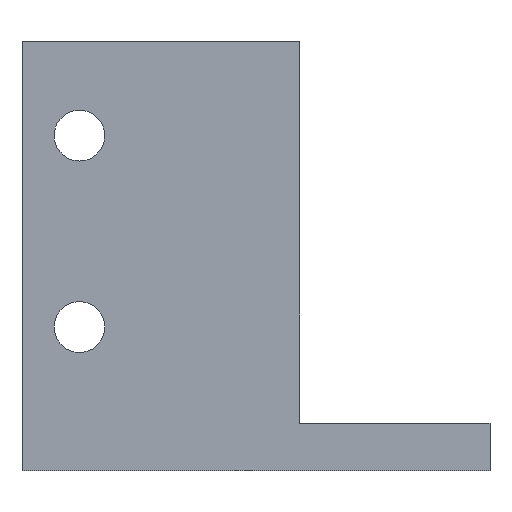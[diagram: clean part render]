
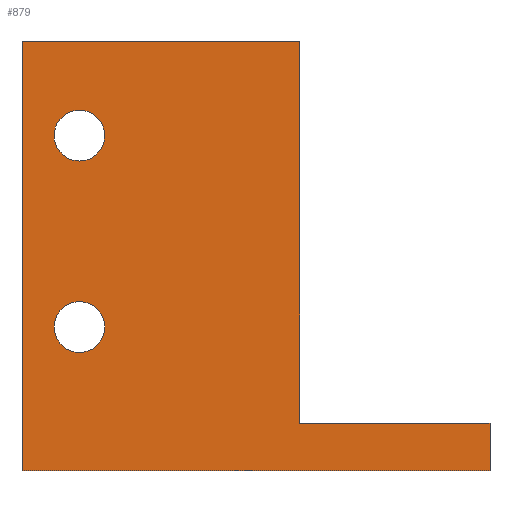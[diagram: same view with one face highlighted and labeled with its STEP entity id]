
A CAD part, left-side view. The second image highlights one B-rep face of the part: STEP entity #879.
In plain terms, the highlighted planar face has unit normal (-1, 0, 0).
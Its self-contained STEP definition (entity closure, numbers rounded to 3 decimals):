
#50=FACE_BOUND('',#191,.T.);
#51=FACE_BOUND('',#192,.T.);
#93=CIRCLE('',#978,2.65);
#95=CIRCLE('',#981,2.65);
#132=FACE_OUTER_BOUND('',#190,.T.);
#190=EDGE_LOOP('',(#755,#756,#757,#758,#759,#760));
#191=EDGE_LOOP('',(#761));
#192=EDGE_LOOP('',(#762));
#213=LINE('',#1275,#291);
#219=LINE('',#1288,#297);
#245=LINE('',#1384,#323);
#250=LINE('',#1394,#328);
#271=LINE('',#1469,#349);
#279=LINE('',#1493,#357);
#291=VECTOR('',#1007,10.);
#297=VECTOR('',#1017,1000.);
#323=VECTOR('',#1107,10.);
#328=VECTOR('',#1116,10.);
#349=VECTOR('',#1199,1000.);
#357=VECTOR('',#1227,1000.);
#367=VERTEX_POINT('',#1269);
#369=VERTEX_POINT('',#1273);
#374=VERTEX_POINT('',#1287);
#411=VERTEX_POINT('',#1381);
#412=VERTEX_POINT('',#1383);
#438=VERTEX_POINT('',#1468);
#441=VERTEX_POINT('',#1479);
#443=VERTEX_POINT('',#1485);
#451=EDGE_CURVE('',#367,#369,#213,.T.);
#457=EDGE_CURVE('',#374,#367,#219,.T.);
#504=EDGE_CURVE('',#412,#411,#245,.T.);
#510=EDGE_CURVE('',#411,#374,#250,.T.);
#548=EDGE_CURVE('',#412,#438,#271,.T.);
#554=EDGE_CURVE('',#441,#441,#93,.T.);
#557=EDGE_CURVE('',#443,#443,#95,.T.);
#561=EDGE_CURVE('',#369,#438,#279,.T.);
#755=ORIENTED_EDGE('',*,*,#451,.T.);
#756=ORIENTED_EDGE('',*,*,#561,.T.);
#757=ORIENTED_EDGE('',*,*,#548,.F.);
#758=ORIENTED_EDGE('',*,*,#504,.T.);
#759=ORIENTED_EDGE('',*,*,#510,.T.);
#760=ORIENTED_EDGE('',*,*,#457,.T.);
#761=ORIENTED_EDGE('',*,*,#557,.T.);
#762=ORIENTED_EDGE('',*,*,#554,.T.);
#836=PLANE('',#984);
#879=ADVANCED_FACE('',(#132,#50,#51),#836,.F.);
#978=AXIS2_PLACEMENT_3D('',#1480,#1210,#1211);
#981=AXIS2_PLACEMENT_3D('',#1486,#1217,#1218);
#984=AXIS2_PLACEMENT_3D('',#1492,#1225,#1226);
#1007=DIRECTION('',(0.,0.,1.));
#1017=DIRECTION('',(0.,-1.,0.));
#1107=DIRECTION('',(0.,1.,0.));
#1116=DIRECTION('',(0.,0.,-1.));
#1199=DIRECTION('',(0.,0.,-1.));
#1210=DIRECTION('center_axis',(1.,0.,0.));
#1211=DIRECTION('ref_axis',(0.,1.,0.));
#1217=DIRECTION('center_axis',(1.,0.,0.));
#1218=DIRECTION('ref_axis',(0.,1.,0.));
#1225=DIRECTION('center_axis',(1.,0.,0.));
#1226=DIRECTION('ref_axis',(0.,1.,0.));
#1227=DIRECTION('',(0.,1.,0.));
#1269=CARTESIAN_POINT('',(-20.,-34.9,0.));
#1273=CARTESIAN_POINT('',(-20.,-34.9,4.95));
#1275=CARTESIAN_POINT('',(-20.,-34.9,24.975));
#1287=CARTESIAN_POINT('',(-20.,14.,0.));
#1288=CARTESIAN_POINT('',(-20.,0.,0.));
#1381=CARTESIAN_POINT('',(-20.,14.,44.85));
#1383=CARTESIAN_POINT('',(-20.,-15.,44.85));
#1384=CARTESIAN_POINT('',(-20.,2.5,44.85));
#1394=CARTESIAN_POINT('',(-20.,14.,45.));
#1468=CARTESIAN_POINT('',(-20.,-15.,4.95));
#1469=CARTESIAN_POINT('',(-20.,-15.,45.));
#1479=CARTESIAN_POINT('',(-20.,8.,17.65));
#1480=CARTESIAN_POINT('Origin',(-20.,8.,15.));
#1485=CARTESIAN_POINT('',(-20.,8.,37.65));
#1486=CARTESIAN_POINT('Origin',(-20.,8.,35.));
#1492=CARTESIAN_POINT('Origin',(-20.,0.,45.));
#1493=CARTESIAN_POINT('',(-20.,-25.,4.95));
